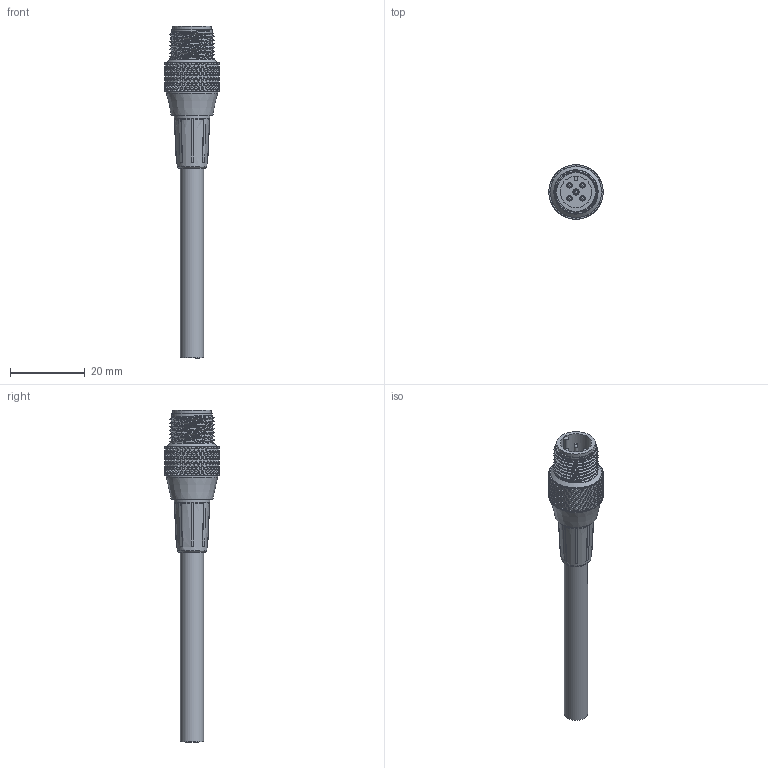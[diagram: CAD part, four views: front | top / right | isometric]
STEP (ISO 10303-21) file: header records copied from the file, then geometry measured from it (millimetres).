
FILE_DESCRIPTION(/* description */ (''),/* implementation_level */ '2;1');
FILE_NAME(/* name */ 'C555.stp',/* time_stamp */ '2020-05-01T14:59:12-04:00',/* author */ ('lcup'),/* organization */ (''),/* preprocessor_version */ 'ST-DEVELOPER v18',/* originating_system */ 'Autodesk Inventor 2020',/* authorisation */ '');
FILE_SCHEMA (('AUTOMOTIVE_DESIGN { 1 0 10303 214 3 1 1 }'));
Products named in the file (6): C555; CBP10652; CBP10653; TOL11086; CBP10651; CBP10033
Assembly tree (9 placements, depth 2):
  C555
    CBP10652
    CBP10653  x5
    TOL11086
    CBP10651
    CBP10033
Bounding box: 14.58 x 14.58 x 89.03 mm (x, y, z)
Volume: 5037.1 mm3; surface area: 5665.1 mm2
Topology: 9 solids, 9 shells, 2027 faces, 4429 edges, 2502 vertices
Faces by surface type: bspline 1293, cylinder 496, plane 200, cone 27, torus 6, sphere 5
Full cylindrical faces by diameter (mm): 0.127 x19, 0.203 x38, 0.762 x5, 0.991 x5, 1.27 x5, 1.397 x9, 1.524 x5, 1.676 x1, 1.93 x5, 3.353 x1, 3.988 x1, 4.115 x1, 4.142 x1, 4.267 x1, 6.223 x1, 8.001 x1, 8.382 x1, 8.433 x1, 8.763 x1, 9.525 x1, 9.779 x2, 9.906 x1, 10.414 x1, 10.922 x1, 13.716 x1
Entity records: 105514 total; most frequent: CARTESIAN_POINT 71746, ORIENTED_EDGE 8552, EDGE_CURVE 4276, B_SPLINE_CURVE_WITH_KNOTS 3487, DIRECTION 2604, VERTEX_POINT 2386, EDGE_LOOP 2075, FACE_OUTER_BOUND 1979
